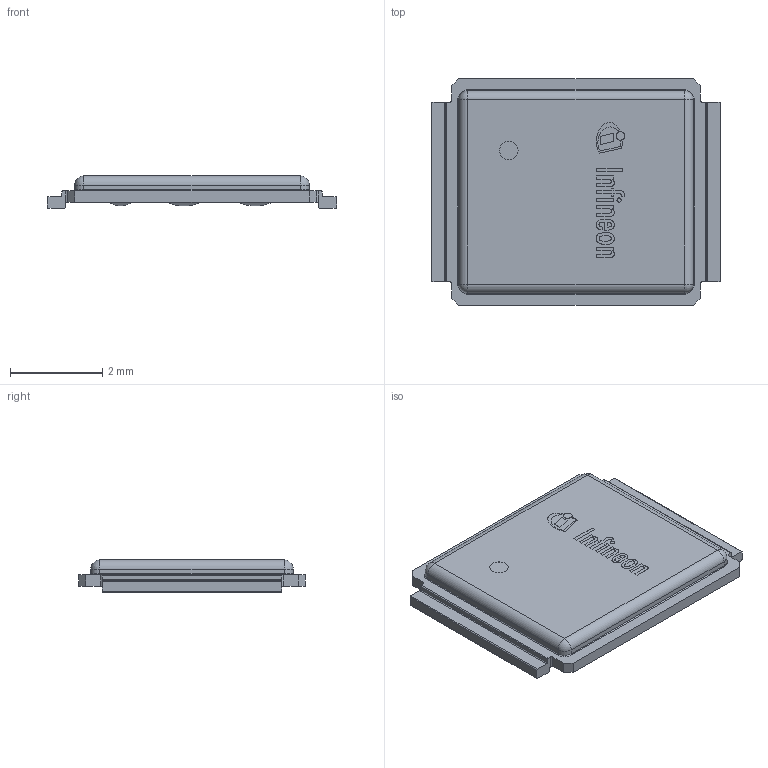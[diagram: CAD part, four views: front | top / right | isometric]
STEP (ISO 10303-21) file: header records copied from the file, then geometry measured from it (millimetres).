
FILE_DESCRIPTION(/* description */ (''),/* implementation_level */ '2;1');
FILE_NAME(/* name */ '1.stp',/* time_stamp */ '2024-05-23T12:35:34+05:30',/* author */ ('sivamani'),/* organization */ (''),/* preprocessor_version */ 'ST-DEVELOPER v19.2',/* originating_system */ 'AutoCAD Mechanical',/* authorisation */ '');
FILE_SCHEMA (('AUTOMOTIVE_DESIGN { 1 0 10303 214 3 1 1 }'));
Length unit declared in the file: millimetre
Products named in the file (1): Product
Bounding box: 6.3 x 4.92 x 0.7 mm (x, y, z)
Volume: 13 mm3; surface area: 119.4 mm2
Topology: 21 solids, 21 shells, 276 faces, 653 edges, 422 vertices
Faces by surface type: plane 148, cylinder 92, bspline 20, torus 8, sphere 8
Full cylindrical faces by diameter (mm): 0.093 x1, 0.191 x1, 0.4 x2
Entity records: 8385 total; most frequent: CARTESIAN_POINT 2516, ORIENTED_EDGE 1306, DIRECTION 1071, EDGE_CURVE 653, VERTEX_POINT 422, AXIS2_PLACEMENT_3D 377, LINE 317, VECTOR 317
